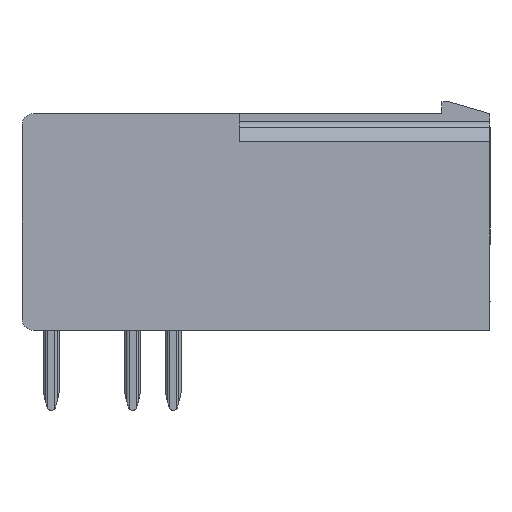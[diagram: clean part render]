
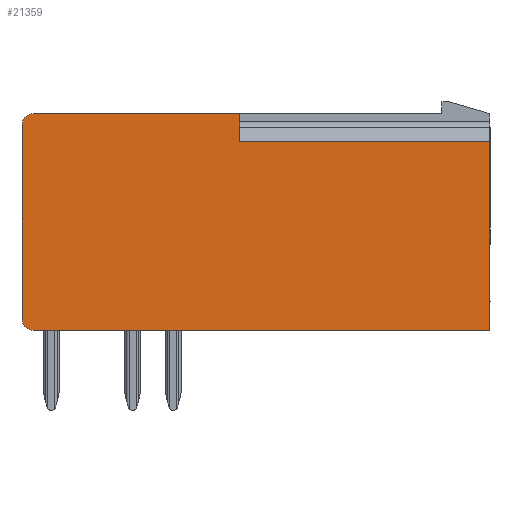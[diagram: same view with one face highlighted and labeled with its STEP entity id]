
A CAD part, left-side view. The second image highlights one B-rep face of the part: STEP entity #21359.
In plain terms, the highlighted face is planar.
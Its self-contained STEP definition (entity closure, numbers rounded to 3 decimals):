
#521=CIRCLE('',#22211,0.7);
#555=CIRCLE('',#22320,0.7);
#4074=ORIENTED_EDGE('',*,*,#7061,.T.);
#4075=ORIENTED_EDGE('',*,*,#7062,.T.);
#4076=ORIENTED_EDGE('',*,*,#6543,.F.);
#4077=ORIENTED_EDGE('',*,*,#7058,.F.);
#4078=ORIENTED_EDGE('',*,*,#6758,.F.);
#4079=ORIENTED_EDGE('',*,*,#6807,.F.);
#4080=ORIENTED_EDGE('',*,*,#7063,.T.);
#4081=ORIENTED_EDGE('',*,*,#7064,.T.);
#6543=EDGE_CURVE('',#8470,#8467,#521,.T.);
#6758=EDGE_CURVE('',#8627,#8629,#555,.T.);
#6807=EDGE_CURVE('',#8661,#8627,#10371,.T.);
#7058=EDGE_CURVE('',#8629,#8470,#10570,.T.);
#7061=EDGE_CURVE('',#8803,#8804,#10573,.T.);
#7062=EDGE_CURVE('',#8804,#8467,#10574,.T.);
#7063=EDGE_CURVE('',#8661,#8805,#10575,.T.);
#7064=EDGE_CURVE('',#8805,#8803,#10576,.T.);
#8467=VERTEX_POINT('',#29841);
#8470=VERTEX_POINT('',#29846);
#8627=VERTEX_POINT('',#30459);
#8629=VERTEX_POINT('',#30462);
#8661=VERTEX_POINT('',#30556);
#8803=VERTEX_POINT('',#31081);
#8804=VERTEX_POINT('',#31082);
#8805=VERTEX_POINT('',#31085);
#10371=LINE('',#30557,#12242);
#10570=LINE('',#31075,#12441);
#10573=LINE('',#31080,#12444);
#10574=LINE('',#31083,#12445);
#10575=LINE('',#31084,#12446);
#10576=LINE('',#31086,#12447);
#12242=VECTOR('',#25505,1000.);
#12441=VECTOR('',#26008,1000.);
#12444=VECTOR('',#26015,1000.);
#12445=VECTOR('',#26016,1000.);
#12446=VECTOR('',#26017,1000.);
#12447=VECTOR('',#26018,1000.);
#13521=EDGE_LOOP('',(#4074,#4075,#4076,#4077,#4078,#4079,#4080,#4081));
#14324=FACE_BOUND('',#13521,.T.);
#14983=PLANE('',#22495);
#21359=ADVANCED_FACE('',(#14324),#14983,.F.);
#22211=AXIS2_PLACEMENT_3D('',#29847,#25039,#25040);
#22320=AXIS2_PLACEMENT_3D('',#30461,#25420,#25421);
#22495=AXIS2_PLACEMENT_3D('',#31079,#26013,#26014);
#25039=DIRECTION('',(0.,0.,1.));
#25040=DIRECTION('',(1.,0.,0.));
#25420=DIRECTION('',(0.,0.,1.));
#25421=DIRECTION('',(1.,0.,0.));
#25505=DIRECTION('',(-1.,0.,0.));
#26008=DIRECTION('',(0.,-1.,0.));
#26013=DIRECTION('',(0.,0.,1.));
#26014=DIRECTION('',(1.,0.,0.));
#26015=DIRECTION('',(0.,-1.,0.));
#26016=DIRECTION('',(-1.,0.,0.));
#26017=DIRECTION('',(0.,-1.,0.));
#26018=DIRECTION('',(-1.,0.,0.));
#29841=CARTESIAN_POINT('',(52.3,27.4,42.24));
#29846=CARTESIAN_POINT('',(51.6,28.1,42.24));
#29847=CARTESIAN_POINT('',(52.3,28.1,42.24));
#30459=CARTESIAN_POINT('',(52.3,40.95,42.24));
#30461=CARTESIAN_POINT('',(52.3,40.25,42.24));
#30462=CARTESIAN_POINT('',(51.6,40.25,42.24));
#30556=CARTESIAN_POINT('',(80.85,40.95,42.24));
#30557=CARTESIAN_POINT('',(80.694,40.95,42.24));
#31075=CARTESIAN_POINT('',(51.6,27.39,42.24));
#31079=CARTESIAN_POINT('',(64.95,27.375,42.24));
#31080=CARTESIAN_POINT('',(65.2,27.39,42.24));
#31081=CARTESIAN_POINT('',(65.2,29.15,42.24));
#31082=CARTESIAN_POINT('',(65.2,27.4,42.24));
#31083=CARTESIAN_POINT('',(80.694,27.4,42.24));
#31084=CARTESIAN_POINT('',(80.85,27.39,42.24));
#31085=CARTESIAN_POINT('',(80.85,29.15,42.24));
#31086=CARTESIAN_POINT('',(80.694,29.15,42.24));
